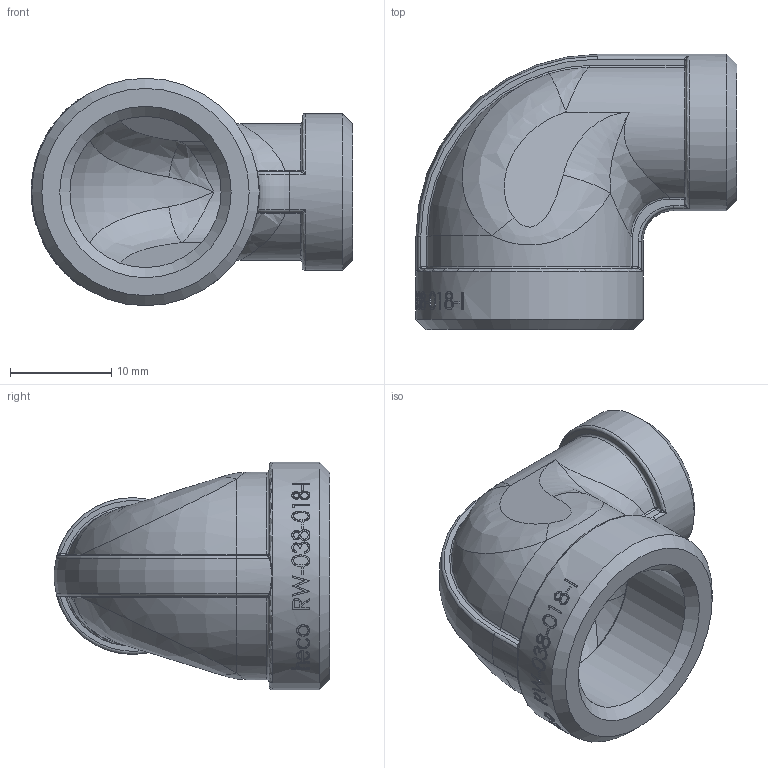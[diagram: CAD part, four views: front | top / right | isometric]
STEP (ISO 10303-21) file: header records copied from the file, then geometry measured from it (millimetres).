
FILE_DESCRIPTION (( 'STEP AP214' ), '1' );
FILE_NAME ('heco_RW-038-018-I.STEP', '2016-06-28T12:10:54', ( '' ), ( '' ), 'SwSTEP 2.0', 'SolidWorks 2011', '' );
FILE_SCHEMA (( 'AUTOMOTIVE_DESIGN' ));
Length unit declared in the file: millimetre
Products named in the file (1): heco_RW-038-018-I
Bounding box: 31.8 x 27.23 x 22.5 mm (x, y, z)
Volume: 4152.6 mm3; surface area: 3962.3 mm2
Topology: 1 solids, 1 shells, 321 faces, 805 edges, 496 vertices
Faces by surface type: bspline 165, plane 63, cylinder 61, torus 19, sphere 7, cone 6
Full cylindrical faces by diameter (mm): 8.566 x1, 14.95 x1, 15.5 x1, 22.5 x1
Entity records: 25534 total; most frequent: CARTESIAN_POINT 16446, ORIENTED_EDGE 1550, EDGE_CURVE 775, DIRECTION 744, B_SPLINE_CURVE_WITH_KNOTS 496, VERTEX_POINT 493, EDGE_LOOP 360, FACE_OUTER_BOUND 325
